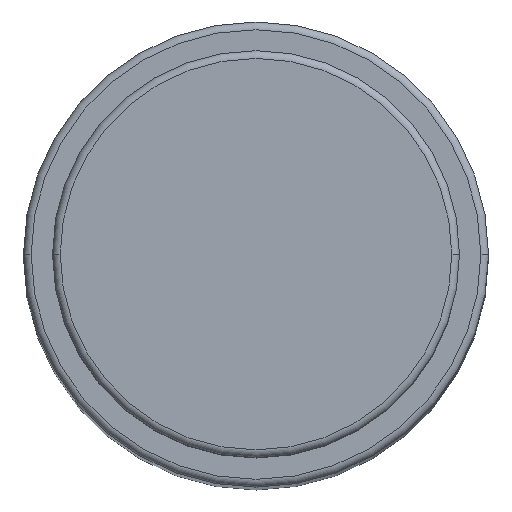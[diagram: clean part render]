
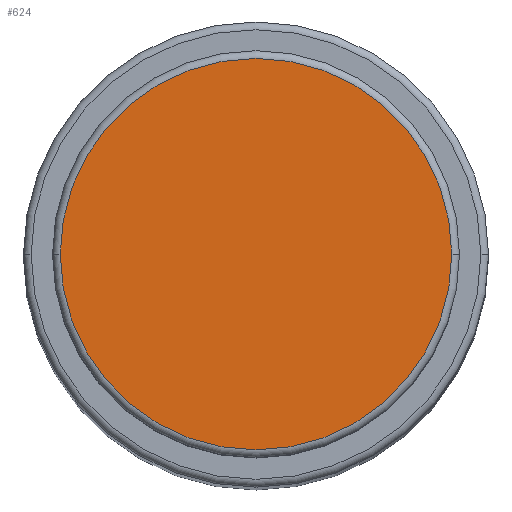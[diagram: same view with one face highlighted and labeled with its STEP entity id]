
A CAD part, top view. The second image highlights one B-rep face of the part: STEP entity #624.
In plain terms, the highlighted planar face has unit normal (0, 0, 1).
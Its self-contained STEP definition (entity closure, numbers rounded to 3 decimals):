
#208=CARTESIAN_POINT('',(0.,0.,49.));
#209=DIRECTION('',(0.,0.,1.));
#210=DIRECTION('',(1.,0.,0.));
#211=AXIS2_PLACEMENT_3D('',#208,#209,#210);
#213=CARTESIAN_POINT('',(0.,0.,49.));
#214=DIRECTION('',(0.,0.,1.));
#215=DIRECTION('',(-1.,0.,0.));
#216=AXIS2_PLACEMENT_3D('',#213,#214,#215);
#322=CARTESIAN_POINT('',(5.05,0.,49.));
#323=CARTESIAN_POINT('',(-5.05,0.,49.));
#324=VERTEX_POINT('',#322);
#325=VERTEX_POINT('',#323);
#613=CARTESIAN_POINT('',(0.,0.,49.));
#614=DIRECTION('',(0.,0.,1.));
#615=DIRECTION('',(1.,0.,0.));
#616=AXIS2_PLACEMENT_3D('',#613,#614,#615);
#617=PLANE('',#616);
#619=ORIENTED_EDGE('',*,*,#618,.F.);
#621=ORIENTED_EDGE('',*,*,#620,.F.);
#622=EDGE_LOOP('',(#619,#621));
#623=FACE_OUTER_BOUND('',#622,.F.);
#624=ADVANCED_FACE('',(#623),#617,.T.);
#212=CIRCLE('',#211,5.05);
#217=CIRCLE('',#216,5.05);
#618=EDGE_CURVE('',#324,#325,#212,.T.);
#620=EDGE_CURVE('',#325,#324,#217,.T.);
